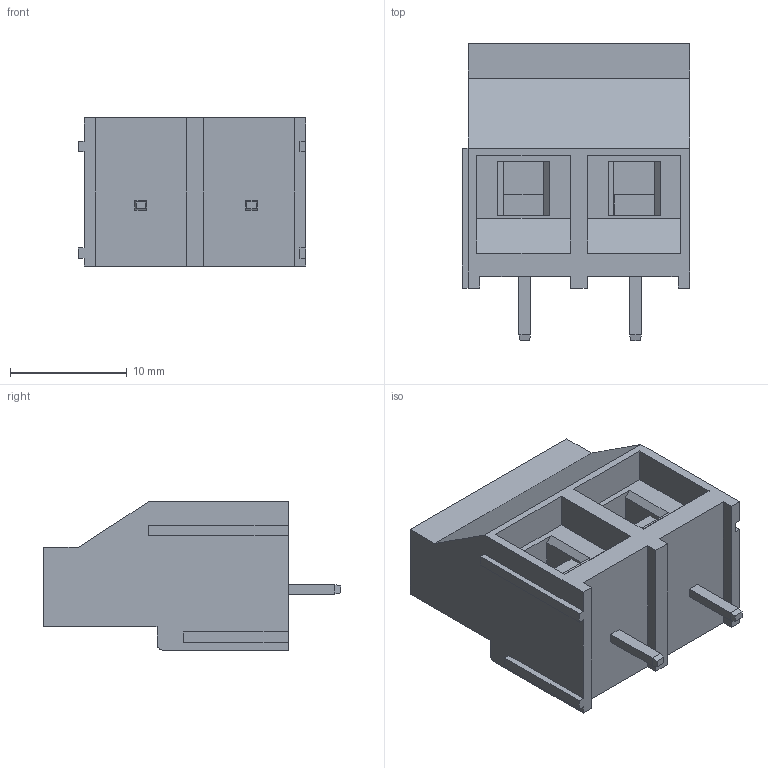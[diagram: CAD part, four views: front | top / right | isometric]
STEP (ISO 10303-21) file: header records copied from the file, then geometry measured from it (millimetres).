
FILE_DESCRIPTION(('FreeCAD Model'),'2;1');
FILE_NAME('Open CASCADE Shape Model','2022-08-30T13:43:08',( 'Engenharia Meltaltex'),('Engenharia Meltaltex'), 'Open CASCADE STEP processor 7.5','FreeCAD','Unknown');
FILE_SCHEMA(('AUTOMOTIVE_DESIGN { 1 0 10303 214 1 1 1 1 }'));
Length unit declared in the file: millimetre
Products named in the file (9): BR11; BR1102V; Body; Screw; Screw001; Block; Block001; T003; T004
Assembly tree (8 placements, depth 3):
  BR11
    BR1102V
      Body
      Screw
      Screw001
      Block
      Block001
      T003
      T004
Bounding box: 19.5 x 25.5 x 12.7 mm (x, y, z)
Volume: 3392.3 mm3; surface area: 2641.1 mm2
Topology: 7 solids, 7 shells, 126 faces, 301 edges, 198 vertices
Faces by surface type: plane 117, cylinder 9
Full cylindrical faces by diameter (mm): 4.5 x2, 4.7 x2
Entity records: 7727 total; most frequent: CARTESIAN_POINT 1260, DIRECTION 1195, LINE 851, VECTOR 851, ORIENTED_EDGE 602, PCURVE 602, DEFINITIONAL_REPRESENTATION 602, EDGE_CURVE 301
